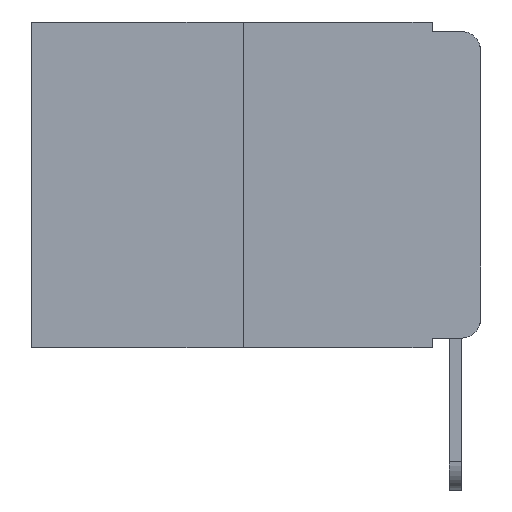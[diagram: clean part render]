
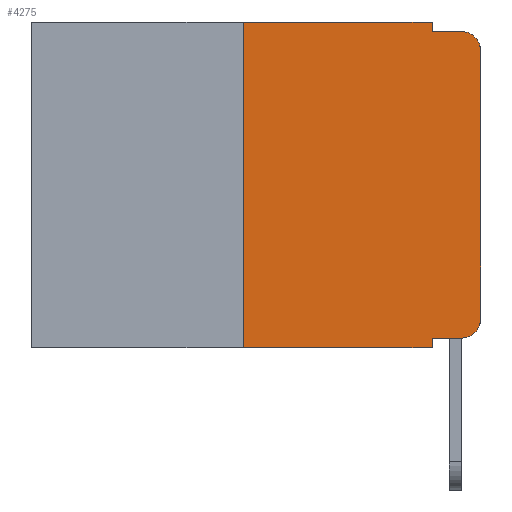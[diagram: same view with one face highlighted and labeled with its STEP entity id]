
A CAD part, left-side view. The second image highlights one B-rep face of the part: STEP entity #4275.
In plain terms, the highlighted planar face has unit normal (-1, 0, 0).
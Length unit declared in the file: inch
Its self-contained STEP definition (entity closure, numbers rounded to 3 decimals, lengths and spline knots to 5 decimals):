
#399 = ORIENTED_EDGE ( 'NONE', *, *, #6034, .F. ) ;
#474 = CARTESIAN_POINT ( 'NONE',  ( 0., 0.25, -0.343 ) ) ;
#529 = CARTESIAN_POINT ( 'NONE',  ( 0., 0., -0.03 ) ) ;
#604 = EDGE_CURVE ( 'NONE', #3723, #3612, #14944, .T. ) ;
#771 = AXIS2_PLACEMENT_3D ( 'NONE', #4387, #13072, #5654 ) ;
#987 = DIRECTION ( 'NONE',  ( 0., 0., -1. ) ) ;
#1618 = EDGE_CURVE ( 'NONE', #2681, #2466, #12724, .T. ) ;
#1646 = VERTEX_POINT ( 'NONE', #9884 ) ;
#1793 = DIRECTION ( 'NONE',  ( 0., -1., 0. ) ) ;
#2436 = DIRECTION ( 'NONE',  ( 0., -1., 0. ) ) ;
#2466 = VERTEX_POINT ( 'NONE', #7032 ) ;
#2546 = VERTEX_POINT ( 'NONE', #3173 ) ;
#2609 = VECTOR ( 'NONE', #1793, 39.37008 ) ;
#2681 = VERTEX_POINT ( 'NONE', #474 ) ;
#2886 = VERTEX_POINT ( 'NONE', #7064 ) ;
#2923 = CIRCLE ( 'NONE', #8901, 0.02 ) ;
#3173 = CARTESIAN_POINT ( 'NONE',  ( 0., 0.051, -0.01 ) ) ;
#3423 = CIRCLE ( 'NONE', #771, 0.02 ) ;
#3612 = VERTEX_POINT ( 'NONE', #10658 ) ;
#3723 = VERTEX_POINT ( 'NONE', #13768 ) ;
#3798 = CARTESIAN_POINT ( 'NONE',  ( 0., 0., 0. ) ) ;
#3872 = CARTESIAN_POINT ( 'NONE',  ( 0., 0.051, -0.01 ) ) ;
#3947 = ORIENTED_EDGE ( 'NONE', *, *, #16119, .T. ) ;
#4149 = ORIENTED_EDGE ( 'NONE', *, *, #6879, .T. ) ;
#4209 = VERTEX_POINT ( 'NONE', #11530 ) ;
#4275 = ADVANCED_FACE ( 'NONE', ( #11305 ), #8686, .F. ) ;
#4354 = EDGE_CURVE ( 'NONE', #1646, #2546, #10153, .T. ) ;
#4387 = CARTESIAN_POINT ( 'NONE',  ( 0., 0.02, -0.313 ) ) ;
#5020 = VECTOR ( 'NONE', #12557, 39.37008 ) ;
#5122 = VECTOR ( 'NONE', #13675, 39.37008 ) ;
#5473 = DIRECTION ( 'NONE',  ( -1., 0., 0. ) ) ;
#5654 = DIRECTION ( 'NONE',  ( 0., 0., -1. ) ) ;
#5830 = CARTESIAN_POINT ( 'NONE',  ( 0., 0.25, 0. ) ) ;
#6032 = AXIS2_PLACEMENT_3D ( 'NONE', #8680, #12336, #987 ) ;
#6034 = EDGE_CURVE ( 'NONE', #2546, #14788, #14791, .T. ) ;
#6062 = LINE ( 'NONE', #12003, #2609 ) ;
#6105 = VECTOR ( 'NONE', #14439, 39.37008 ) ;
#6861 = LINE ( 'NONE', #7557, #9792 ) ;
#6879 = EDGE_CURVE ( 'NONE', #8709, #14788, #2923, .T. ) ;
#6894 = CARTESIAN_POINT ( 'NONE',  ( 0., 0.051, 0. ) ) ;
#6895 = ORIENTED_EDGE ( 'NONE', *, *, #14579, .T. ) ;
#7032 = CARTESIAN_POINT ( 'NONE',  ( 0., 0.25, 0. ) ) ;
#7064 = CARTESIAN_POINT ( 'NONE',  ( 0., 0.02, -0.333 ) ) ;
#7440 = DIRECTION ( 'NONE',  ( 0., 0., -1. ) ) ;
#7500 = ORIENTED_EDGE ( 'NONE', *, *, #9402, .T. ) ;
#7557 = CARTESIAN_POINT ( 'NONE',  ( 0., 0.051, -0.333 ) ) ;
#7683 = ORIENTED_EDGE ( 'NONE', *, *, #9610, .T. ) ;
#8094 = ORIENTED_EDGE ( 'NONE', *, *, #4354, .F. ) ;
#8667 = CARTESIAN_POINT ( 'NONE',  ( 0., 0.051, 0. ) ) ;
#8680 = CARTESIAN_POINT ( 'NONE',  ( 0., 0.473, 0. ) ) ;
#8686 = PLANE ( 'NONE',  #6032 ) ;
#8709 = VERTEX_POINT ( 'NONE', #529 ) ;
#8901 = AXIS2_PLACEMENT_3D ( 'NONE', #12897, #5473, #14072 ) ;
#9402 = EDGE_CURVE ( 'NONE', #4209, #8709, #14885, .T. ) ;
#9610 = EDGE_CURVE ( 'NONE', #2681, #3612, #6062, .T. ) ;
#9792 = VECTOR ( 'NONE', #2436, 39.37008 ) ;
#9884 = CARTESIAN_POINT ( 'NONE',  ( 0., 0.051, 0. ) ) ;
#10153 = LINE ( 'NONE', #8667, #16106 ) ;
#10625 = ORIENTED_EDGE ( 'NONE', *, *, #604, .F. ) ;
#10658 = CARTESIAN_POINT ( 'NONE',  ( 0., 0.051, -0.343 ) ) ;
#11014 = ORIENTED_EDGE ( 'NONE', *, *, #1618, .F. ) ;
#11041 = LINE ( 'NONE', #11348, #14219 ) ;
#11189 = EDGE_CURVE ( 'NONE', #2466, #1646, #11041, .T. ) ;
#11305 = FACE_OUTER_BOUND ( 'NONE', #15860, .T. ) ;
#11348 = CARTESIAN_POINT ( 'NONE',  ( 0., 0.473, 0. ) ) ;
#11530 = CARTESIAN_POINT ( 'NONE',  ( 0., 0., -0.313 ) ) ;
#12003 = CARTESIAN_POINT ( 'NONE',  ( 0., 0.473, -0.343 ) ) ;
#12198 = CARTESIAN_POINT ( 'NONE',  ( 0., 0.02, -0.01 ) ) ;
#12203 = VECTOR ( 'NONE', #16432, 39.37008 ) ;
#12336 = DIRECTION ( 'NONE',  ( 1., 0., 0. ) ) ;
#12557 = DIRECTION ( 'NONE',  ( 0., -1., 0. ) ) ;
#12591 = DIRECTION ( 'NONE',  ( 0., -1., 0. ) ) ;
#12724 = LINE ( 'NONE', #5830, #6105 ) ;
#12897 = CARTESIAN_POINT ( 'NONE',  ( 0., 0.02, -0.03 ) ) ;
#13072 = DIRECTION ( 'NONE',  ( -1., 0., 0. ) ) ;
#13675 = DIRECTION ( 'NONE',  ( 0., 0., 1. ) ) ;
#13768 = CARTESIAN_POINT ( 'NONE',  ( 0., 0.051, -0.333 ) ) ;
#14072 = DIRECTION ( 'NONE',  ( 0., 0., -1. ) ) ;
#14194 = ORIENTED_EDGE ( 'NONE', *, *, #11189, .F. ) ;
#14219 = VECTOR ( 'NONE', #12591, 39.37008 ) ;
#14439 = DIRECTION ( 'NONE',  ( 0., 0., 1. ) ) ;
#14579 = EDGE_CURVE ( 'NONE', #2886, #4209, #3423, .T. ) ;
#14788 = VERTEX_POINT ( 'NONE', #12198 ) ;
#14791 = LINE ( 'NONE', #3872, #5020 ) ;
#14885 = LINE ( 'NONE', #3798, #5122 ) ;
#14944 = LINE ( 'NONE', #6894, #12203 ) ;
#15860 = EDGE_LOOP ( 'NONE', ( #7500, #4149, #399, #8094, #14194, #11014, #7683, #10625, #3947, #6895 ) ) ;
#16106 = VECTOR ( 'NONE', #7440, 39.37008 ) ;
#16119 = EDGE_CURVE ( 'NONE', #3723, #2886, #6861, .T. ) ;
#16432 = DIRECTION ( 'NONE',  ( 0., 0., -1. ) ) ;
